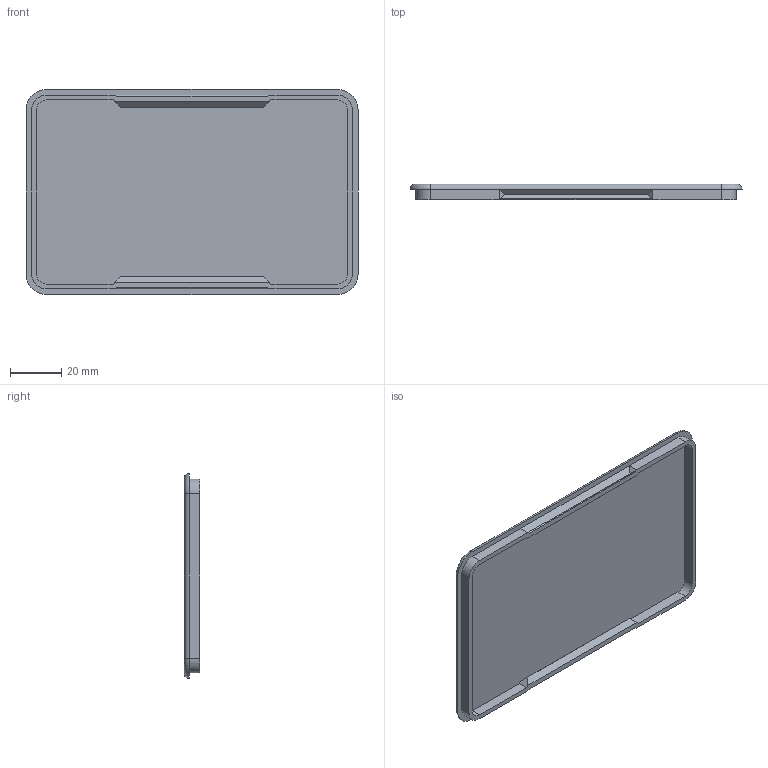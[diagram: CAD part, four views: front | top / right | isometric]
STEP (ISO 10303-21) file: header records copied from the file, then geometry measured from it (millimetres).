
FILE_DESCRIPTION(/* description */ (''),/* implementation_level */ '2;1');
FILE_NAME(/* name */ 'top-cover.step',/* time_stamp */ '2020-11-19T17:55:34+05:00',/* author */ (''),/* organization */ (''),/* preprocessor_version */ 'ST-DEVELOPER v18.1',/* originating_system */ 'Autodesk Translation Framework v9.3.0.1241',/* authorisation */ '');
FILE_SCHEMA (('AUTOMOTIVE_DESIGN { 1 0 10303 214 3 1 1 }'));
Length unit declared in the file: millimetre
Products named in the file (1): top-cover
Bounding box: 129.44 x 6 x 80 mm (x, y, z)
Volume: 22691.2 mm3; surface area: 24514.1 mm2
Topology: 1 solids, 1 shells, 50 faces, 134 edges, 88 vertices
Faces by surface type: plane 34, cylinder 12, torus 4
Entity records: 1598 total; most frequent: CARTESIAN_POINT 273, ORIENTED_EDGE 268, DIRECTION 268, EDGE_CURVE 134, LINE 102, VECTOR 102, VERTEX_POINT 88, AXIS2_PLACEMENT_3D 83
